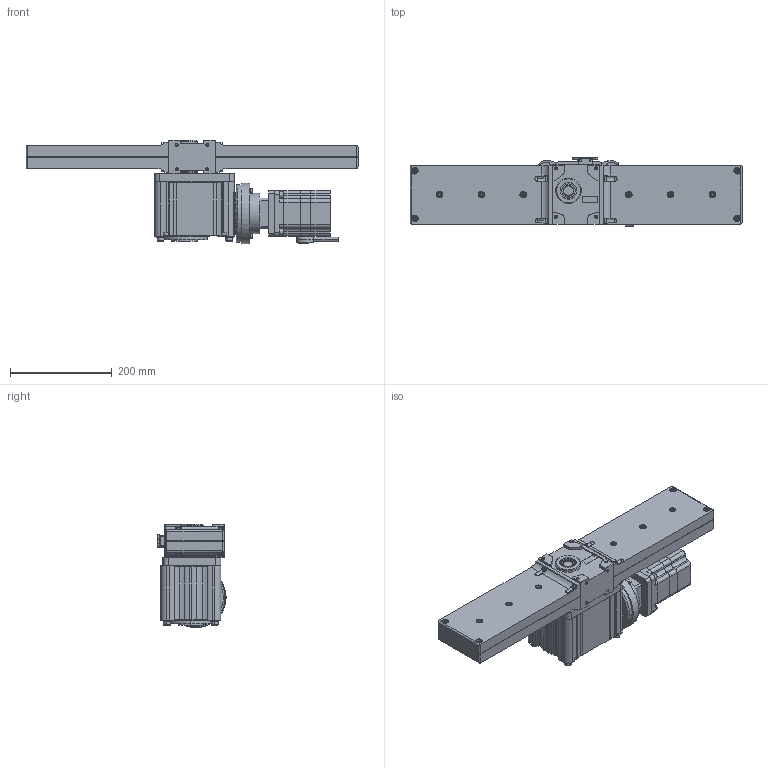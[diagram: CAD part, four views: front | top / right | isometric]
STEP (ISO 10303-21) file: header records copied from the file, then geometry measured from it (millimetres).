
FILE_DESCRIPTION (( 'STEP AP203' ), '1' );
FILE_NAME ('ZCA35K_BLV_1000st.STEP', '2025-01-23T07:04:17', ( '' ), ( '' ), 'SwSTEP 2.0', 'SolidWorks 2019', '' );
FILE_SCHEMA (( 'CONFIG_CONTROL_DESIGN' ));
Length unit declared in the file: millimetre
Products named in the file (1): ZCA35K_BLV_1000st
Bounding box: 654 x 134.5 x 203.5 mm (x, y, z)
Volume: 6965462.3 mm3; surface area: 586687.6 mm2
Topology: 17 solids, 17 shells, 2236 faces, 5379 edges, 3345 vertices
Faces by surface type: plane 988, cylinder 752, cone 358, torus 124, sphere 8, bspline 6
Entity records: 66739 total; most frequent: CARTESIAN_POINT 13617, DIRECTION 11639, ORIENTED_EDGE 10614, EDGE_CURVE 5307, AXIS2_PLACEMENT_3D 4336, VERTEX_POINT 3341, VECTOR 2967, LINE 2967
